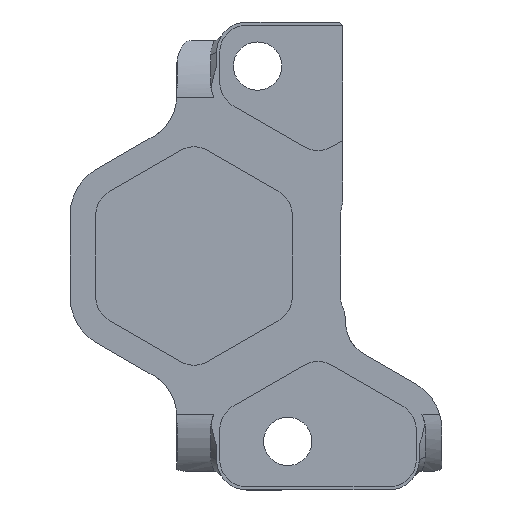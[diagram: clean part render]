
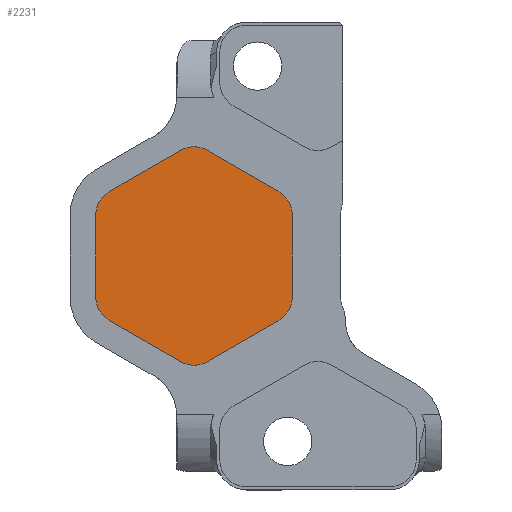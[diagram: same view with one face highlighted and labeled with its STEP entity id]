
A CAD part, front view. The second image highlights one B-rep face of the part: STEP entity #2231.
In plain terms, the highlighted planar face has unit normal (0, -1, 0).
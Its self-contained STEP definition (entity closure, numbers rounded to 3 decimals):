
#96=PLANE('',#2441);
#231=FACE_OUTER_BOUND('',#360,.T.);
#360=EDGE_LOOP('',(#2012,#2013,#2014,#2015,#2016,#2017,#2018,#2019,#2020,
#2021,#2022,#2023));
#578=LINE('',#5290,#751);
#581=LINE('',#5298,#754);
#584=LINE('',#5306,#757);
#587=LINE('',#5314,#760);
#590=LINE('',#5322,#763);
#593=LINE('',#5330,#766);
#751=VECTOR('',#2929,10.);
#754=VECTOR('',#2938,10.);
#757=VECTOR('',#2947,10.);
#760=VECTOR('',#2956,10.);
#763=VECTOR('',#2965,10.);
#766=VECTOR('',#2974,10.);
#862=CIRCLE('',#2425,1.8);
#863=CIRCLE('',#2428,1.8);
#864=CIRCLE('',#2431,1.8);
#865=CIRCLE('',#2434,1.8);
#866=CIRCLE('',#2437,1.8);
#867=CIRCLE('',#2440,1.8);
#1067=VERTEX_POINT('',#5287);
#1068=VERTEX_POINT('',#5289);
#1069=VERTEX_POINT('',#5293);
#1070=VERTEX_POINT('',#5297);
#1071=VERTEX_POINT('',#5301);
#1072=VERTEX_POINT('',#5305);
#1073=VERTEX_POINT('',#5309);
#1074=VERTEX_POINT('',#5313);
#1075=VERTEX_POINT('',#5317);
#1076=VERTEX_POINT('',#5321);
#1077=VERTEX_POINT('',#5325);
#1078=VERTEX_POINT('',#5329);
#1378=EDGE_CURVE('',#1068,#1067,#578,.T.);
#1380=EDGE_CURVE('',#1069,#1068,#862,.T.);
#1382=EDGE_CURVE('',#1070,#1069,#581,.T.);
#1384=EDGE_CURVE('',#1071,#1070,#863,.T.);
#1386=EDGE_CURVE('',#1072,#1071,#584,.T.);
#1388=EDGE_CURVE('',#1073,#1072,#864,.T.);
#1390=EDGE_CURVE('',#1074,#1073,#587,.T.);
#1392=EDGE_CURVE('',#1075,#1074,#865,.T.);
#1394=EDGE_CURVE('',#1076,#1075,#590,.T.);
#1396=EDGE_CURVE('',#1077,#1076,#866,.T.);
#1398=EDGE_CURVE('',#1078,#1077,#593,.T.);
#1400=EDGE_CURVE('',#1067,#1078,#867,.T.);
#2012=ORIENTED_EDGE('',*,*,#1400,.T.);
#2013=ORIENTED_EDGE('',*,*,#1398,.T.);
#2014=ORIENTED_EDGE('',*,*,#1396,.T.);
#2015=ORIENTED_EDGE('',*,*,#1394,.T.);
#2016=ORIENTED_EDGE('',*,*,#1392,.T.);
#2017=ORIENTED_EDGE('',*,*,#1390,.T.);
#2018=ORIENTED_EDGE('',*,*,#1388,.T.);
#2019=ORIENTED_EDGE('',*,*,#1386,.T.);
#2020=ORIENTED_EDGE('',*,*,#1384,.T.);
#2021=ORIENTED_EDGE('',*,*,#1382,.T.);
#2022=ORIENTED_EDGE('',*,*,#1380,.T.);
#2023=ORIENTED_EDGE('',*,*,#1378,.T.);
#2231=ADVANCED_FACE('',(#231),#96,.F.);
#2425=AXIS2_PLACEMENT_3D('',#5294,#2933,#2934);
#2428=AXIS2_PLACEMENT_3D('',#5302,#2942,#2943);
#2431=AXIS2_PLACEMENT_3D('',#5310,#2951,#2952);
#2434=AXIS2_PLACEMENT_3D('',#5318,#2960,#2961);
#2437=AXIS2_PLACEMENT_3D('',#5326,#2969,#2970);
#2440=AXIS2_PLACEMENT_3D('',#5333,#2978,#2979);
#2441=AXIS2_PLACEMENT_3D('',#5334,#2980,#2981);
#2929=DIRECTION('',(-0.866,0.,-0.5));
#2933=DIRECTION('center_axis',(0.,-1.,0.));
#2934=DIRECTION('ref_axis',(-0.5,0.,0.866));
#2938=DIRECTION('',(-0.866,0.,0.5));
#2942=DIRECTION('center_axis',(0.,-1.,0.));
#2943=DIRECTION('ref_axis',(0.5,0.,0.866));
#2947=DIRECTION('',(0.,0.,1.));
#2951=DIRECTION('center_axis',(0.,-1.,0.));
#2952=DIRECTION('ref_axis',(1.,0.,0.));
#2956=DIRECTION('',(0.866,0.,0.5));
#2960=DIRECTION('center_axis',(0.,-1.,0.));
#2961=DIRECTION('ref_axis',(0.5,0.,-0.866));
#2965=DIRECTION('',(0.866,0.,-0.5));
#2969=DIRECTION('center_axis',(0.,-1.,0.));
#2970=DIRECTION('ref_axis',(-0.5,0.,-0.866));
#2974=DIRECTION('',(0.,0.,-1.));
#2978=DIRECTION('center_axis',(0.,-1.,0.));
#2979=DIRECTION('ref_axis',(-1.,0.,0.));
#2980=DIRECTION('center_axis',(0.,1.,0.));
#2981=DIRECTION('ref_axis',(-1.,0.,0.));
#5287=CARTESIAN_POINT('',(112.26,-120.307,26.286));
#5289=CARTESIAN_POINT('',(116.968,-120.307,29.004));
#5290=CARTESIAN_POINT('',(112.26,-120.307,26.286));
#5293=CARTESIAN_POINT('',(118.768,-120.307,29.004));
#5294=CARTESIAN_POINT('Origin',(117.868,-120.307,27.445));
#5297=CARTESIAN_POINT('',(123.477,-120.307,26.286));
#5298=CARTESIAN_POINT('',(118.768,-120.307,29.004));
#5301=CARTESIAN_POINT('',(124.377,-120.307,24.727));
#5302=CARTESIAN_POINT('Origin',(122.577,-120.307,24.727));
#5305=CARTESIAN_POINT('',(124.377,-120.307,19.29));
#5306=CARTESIAN_POINT('',(124.377,-120.307,24.727));
#5309=CARTESIAN_POINT('',(123.477,-120.307,17.731));
#5310=CARTESIAN_POINT('Origin',(122.577,-120.307,19.29));
#5313=CARTESIAN_POINT('',(118.768,-120.307,15.013));
#5314=CARTESIAN_POINT('',(123.477,-120.307,17.731));
#5317=CARTESIAN_POINT('',(116.968,-120.307,15.013));
#5318=CARTESIAN_POINT('Origin',(117.868,-120.307,16.572));
#5321=CARTESIAN_POINT('',(112.26,-120.307,17.731));
#5322=CARTESIAN_POINT('',(116.968,-120.307,15.013));
#5325=CARTESIAN_POINT('',(111.36,-120.307,19.29));
#5326=CARTESIAN_POINT('Origin',(113.16,-120.307,19.29));
#5329=CARTESIAN_POINT('',(111.36,-120.307,24.727));
#5330=CARTESIAN_POINT('',(111.36,-120.307,19.29));
#5333=CARTESIAN_POINT('Origin',(113.16,-120.307,24.727));
#5334=CARTESIAN_POINT('Origin',(117.868,-120.307,22.009));
